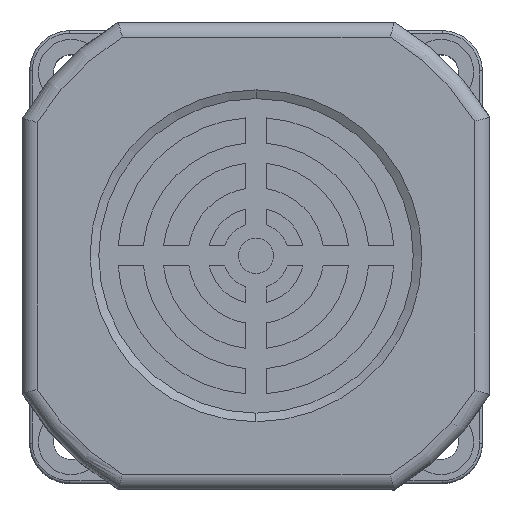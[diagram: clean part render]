
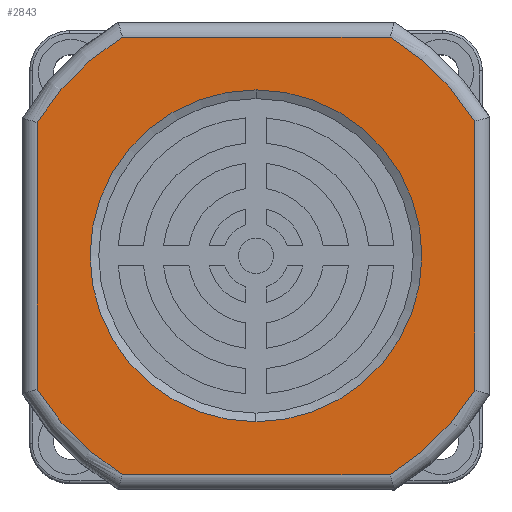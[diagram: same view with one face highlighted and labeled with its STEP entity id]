
A CAD part, top view. The second image highlights one B-rep face of the part: STEP entity #2843.
In plain terms, the highlighted face is planar.
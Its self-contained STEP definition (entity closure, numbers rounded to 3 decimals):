
#124 = DIRECTION ( 'NONE',  ( 1., 0., 0. ) ) ;
#589 = DIRECTION ( 'NONE',  ( 0., -1., 0. ) ) ;
#652 = VERTEX_POINT ( 'NONE', #16925 ) ;
#744 = CARTESIAN_POINT ( 'NONE',  ( 0.05, 0., 0. ) ) ;
#1223 = CARTESIAN_POINT ( 'NONE',  ( 0., 0., 33. ) ) ;
#1385 = VERTEX_POINT ( 'NONE', #4565 ) ;
#2079 = DIRECTION ( 'NONE',  ( 0., 0., 1. ) ) ;
#2210 = DIRECTION ( 'NONE',  ( 0., -1., 0. ) ) ;
#2334 = CARTESIAN_POINT ( 'NONE',  ( -26.572, 0., -43.5 ) ) ;
#2625 = CARTESIAN_POINT ( 'NONE',  ( 26.673, 0., -43.5 ) ) ;
#2756 = FACE_OUTER_BOUND ( 'NONE', #12389, .T. ) ;
#2843 = ADVANCED_FACE ( 'NONE', ( #2756, #2914 ), #13134, .F. ) ;
#2914 = FACE_BOUND ( 'NONE', #17302, .T. ) ;
#3489 = CARTESIAN_POINT ( 'NONE',  ( 43.5, 0., 26.705 ) ) ;
#3658 = VERTEX_POINT ( 'NONE', #2625 ) ;
#4565 = CARTESIAN_POINT ( 'NONE',  ( -43.5, 0., 26.54 ) ) ;
#4985 = EDGE_CURVE ( 'NONE', #1385, #13023, #16421, .T. ) ;
#4992 = DIRECTION ( 'NONE',  ( 0., 0., 1. ) ) ;
#5227 = EDGE_CURVE ( 'NONE', #13023, #10782, #16062, .T. ) ;
#5572 = EDGE_CURVE ( 'NONE', #10782, #3658, #14875, .T. ) ;
#5677 = EDGE_CURVE ( 'NONE', #3658, #652, #14397, .T. ) ;
#5871 = VERTEX_POINT ( 'NONE', #3489 ) ;
#5903 = DIRECTION ( 'NONE',  ( 0., -1., 0. ) ) ;
#5913 = EDGE_CURVE ( 'NONE', #652, #5871, #13899, .T. ) ;
#5949 = DIRECTION ( 'NONE',  ( -1., 0., 0. ) ) ;
#6011 = EDGE_CURVE ( 'NONE', #5871, #16332, #13738, .T. ) ;
#6155 = EDGE_CURVE ( 'NONE', #16332, #11680, #13334, .T. ) ;
#6264 = EDGE_CURVE ( 'NONE', #11680, #1385, #13219, .T. ) ;
#6621 = EDGE_CURVE ( 'NONE', #9823, #10222, #12319, .T. ) ;
#6698 = CARTESIAN_POINT ( 'NONE',  ( 0.05, 0., 0. ) ) ;
#6746 = DIRECTION ( 'NONE',  ( 0., -1., 0. ) ) ;
#7020 = CARTESIAN_POINT ( 'NONE',  ( 0.05, 0., -43.5 ) ) ;
#7395 = DIRECTION ( 'NONE',  ( 0., 1., 0. ) ) ;
#7680 = CARTESIAN_POINT ( 'NONE',  ( 43.5, 0., 0. ) ) ;
#8008 = AXIS2_PLACEMENT_3D ( 'NONE', #8846, #589, #10372 ) ;
#8112 = DIRECTION ( 'NONE',  ( 0., 0., 1. ) ) ;
#8725 = AXIS2_PLACEMENT_3D ( 'NONE', #10697, #2210, #12107 ) ;
#8846 = CARTESIAN_POINT ( 'NONE',  ( 0., 0., 0. ) ) ;
#9219 = AXIS2_PLACEMENT_3D ( 'NONE', #6698, #16863, #8112 ) ;
#9547 = AXIS2_PLACEMENT_3D ( 'NONE', #14557, #5903, #16021 ) ;
#9697 = CIRCLE ( 'NONE', #14843, 33. ) ;
#9823 = VERTEX_POINT ( 'NONE', #11538 ) ;
#9836 = CARTESIAN_POINT ( 'NONE',  ( 26.673, 0., 43.5 ) ) ;
#10036 = AXIS2_PLACEMENT_3D ( 'NONE', #744, #10551, #2079 ) ;
#10222 = VERTEX_POINT ( 'NONE', #1223 ) ;
#10372 = DIRECTION ( 'NONE',  ( 0., 0., -1. ) ) ;
#10551 = DIRECTION ( 'NONE',  ( 0., -1., 0. ) ) ;
#10697 = CARTESIAN_POINT ( 'NONE',  ( 0.05, 0., 0. ) ) ;
#10782 = VERTEX_POINT ( 'NONE', #2334 ) ;
#10909 = CARTESIAN_POINT ( 'NONE',  ( -43.5, 0., -26.54 ) ) ;
#11538 = CARTESIAN_POINT ( 'NONE',  ( 0., 0., -33. ) ) ;
#11680 = VERTEX_POINT ( 'NONE', #13957 ) ;
#11689 = CARTESIAN_POINT ( 'NONE',  ( 0.05, 0., 43.5 ) ) ;
#12107 = DIRECTION ( 'NONE',  ( 0., 0., 1. ) ) ;
#12319 = CIRCLE ( 'NONE', #8008, 33. ) ;
#12347 = AXIS2_PLACEMENT_3D ( 'NONE', #16102, #7395, #17588 ) ;
#12389 = EDGE_LOOP ( 'NONE', ( #14813, #14836, #14927, #14942, #14962, #15014, #15027, #15088 ) ) ;
#12483 = CARTESIAN_POINT ( 'NONE',  ( -43.5, 0., 0. ) ) ;
#13023 = VERTEX_POINT ( 'NONE', #10909 ) ;
#13134 = PLANE ( 'NONE',  #12347 ) ;
#13219 = CIRCLE ( 'NONE', #8725, 51. ) ;
#13310 = VECTOR ( 'NONE', #5949, 1000. ) ;
#13334 = LINE ( 'NONE', #11689, #13310 ) ;
#13738 = CIRCLE ( 'NONE', #9219, 51. ) ;
#13826 = VECTOR ( 'NONE', #4992, 1000. ) ;
#13899 = LINE ( 'NONE', #7680, #13826 ) ;
#13957 = CARTESIAN_POINT ( 'NONE',  ( -26.572, 0., 43.5 ) ) ;
#14397 = CIRCLE ( 'NONE', #9547, 51. ) ;
#14557 = CARTESIAN_POINT ( 'NONE',  ( 0.05, 0., 0. ) ) ;
#14813 = ORIENTED_EDGE ( 'NONE', *, *, #4985, .T. ) ;
#14836 = ORIENTED_EDGE ( 'NONE', *, *, #5227, .T. ) ;
#14843 = AXIS2_PLACEMENT_3D ( 'NONE', #15430, #6746, #16908 ) ;
#14875 = LINE ( 'NONE', #7020, #14996 ) ;
#14927 = ORIENTED_EDGE ( 'NONE', *, *, #5572, .T. ) ;
#14942 = ORIENTED_EDGE ( 'NONE', *, *, #5677, .T. ) ;
#14962 = ORIENTED_EDGE ( 'NONE', *, *, #5913, .T. ) ;
#14996 = VECTOR ( 'NONE', #124, 1000. ) ;
#15014 = ORIENTED_EDGE ( 'NONE', *, *, #6011, .T. ) ;
#15027 = ORIENTED_EDGE ( 'NONE', *, *, #6155, .T. ) ;
#15088 = ORIENTED_EDGE ( 'NONE', *, *, #6264, .T. ) ;
#15109 = ORIENTED_EDGE ( 'NONE', *, *, #6621, .F. ) ;
#15186 = ORIENTED_EDGE ( 'NONE', *, *, #15768, .F. ) ;
#15430 = CARTESIAN_POINT ( 'NONE',  ( 0., 0., 0. ) ) ;
#15768 = EDGE_CURVE ( 'NONE', #10222, #9823, #9697, .T. ) ;
#16021 = DIRECTION ( 'NONE',  ( 0., 0., 1. ) ) ;
#16062 = CIRCLE ( 'NONE', #10036, 51. ) ;
#16102 = CARTESIAN_POINT ( 'NONE',  ( 0.05, 0., 0. ) ) ;
#16332 = VERTEX_POINT ( 'NONE', #9836 ) ;
#16340 = VECTOR ( 'NONE', #16904, 1000. ) ;
#16421 = LINE ( 'NONE', #12483, #16340 ) ;
#16863 = DIRECTION ( 'NONE',  ( 0., -1., 0. ) ) ;
#16904 = DIRECTION ( 'NONE',  ( 0., 0., -1. ) ) ;
#16908 = DIRECTION ( 'NONE',  ( 0., 0., -1. ) ) ;
#16925 = CARTESIAN_POINT ( 'NONE',  ( 43.5, 0., -26.705 ) ) ;
#17302 = EDGE_LOOP ( 'NONE', ( #15109, #15186 ) ) ;
#17588 = DIRECTION ( 'NONE',  ( 0., 0., 1. ) ) ;
